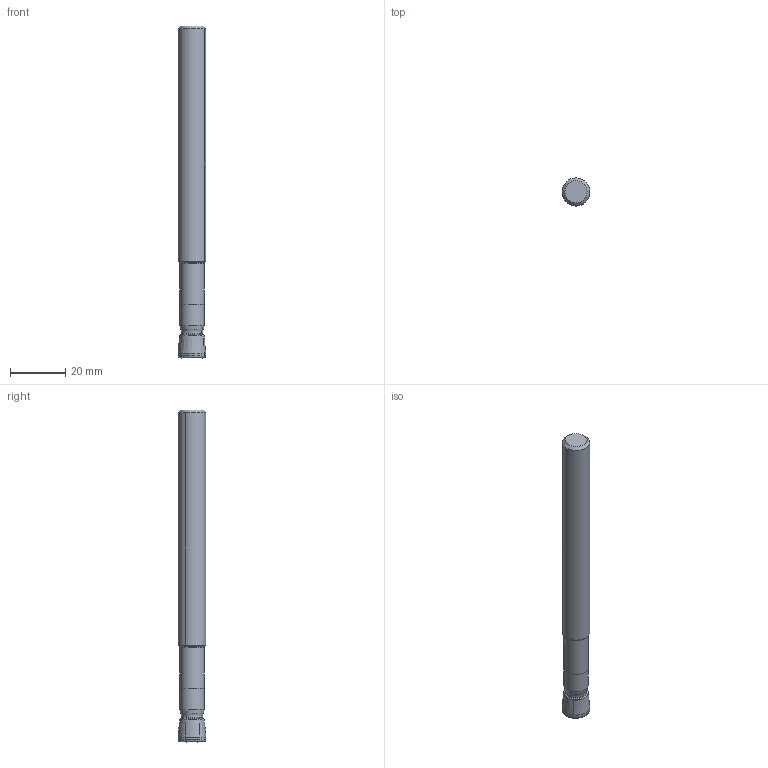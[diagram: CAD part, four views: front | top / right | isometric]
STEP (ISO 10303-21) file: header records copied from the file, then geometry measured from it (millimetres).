
FILE_DESCRIPTION(('CATIA V5 STEP Exchange'),'2;1');
FILE_NAME('Bm57871-FT-1_CEB00 TE10.010 Z02 120_Kollisionsmodell.stp','2019-08-28T11:23:24+00:00',('none'),('none'),'CATIA Version 5-6 Release 2016 SP5 HF39','CATIA V5 STEP AP203','none');
FILE_SCHEMA(('CONFIG_CONTROL_DESIGN'));
Length unit declared in the file: millimetre
Products named in the file (1): Part3
Bounding box: 10 x 10 x 120 mm (x, y, z)
Volume: 8846.6 mm3; surface area: 3888.2 mm2
Topology: 1 solids, 2 shells, 43 faces, 101 edges, 61 vertices
Faces by surface type: revolution 14, cone 10, cylinder 9, torus 6, sphere 2, plane 2
Entity records: 1322 total; most frequent: CARTESIAN_POINT 429, ORIENTED_EDGE 168, DIRECTION 128, EDGE_CURVE 92, AXIS2_PLACEMENT_3D 74, CIRCLE 57, VERTEX_POINT 53, EDGE_LOOP 44
